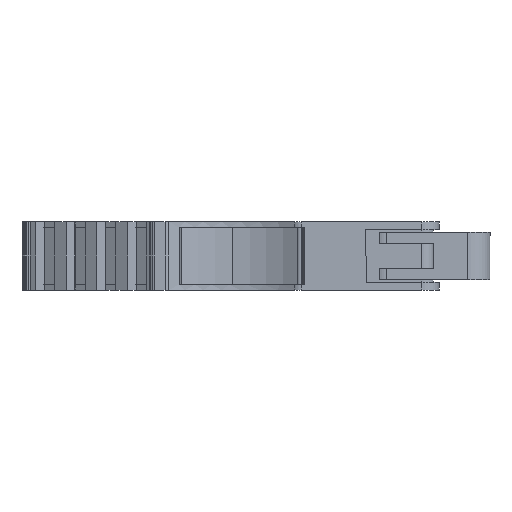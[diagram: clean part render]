
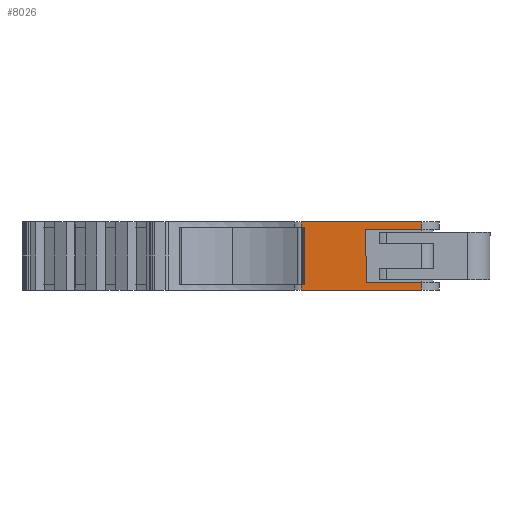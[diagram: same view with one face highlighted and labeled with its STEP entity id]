
A CAD part, left-side view. The second image highlights one B-rep face of the part: STEP entity #8026.
In plain terms, the highlighted planar face has unit normal (-1, 0, 0).
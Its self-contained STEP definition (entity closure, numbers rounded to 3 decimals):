
#181 = EDGE_CURVE ( 'NONE', #1964, #9630, #1795, .T. ) ;
#280 = CARTESIAN_POINT ( 'NONE',  ( -22.719, -6.582, 1.208 ) ) ;
#328 = DIRECTION ( 'NONE',  ( 0., 0., 1. ) ) ;
#790 = VECTOR ( 'NONE', #5118, 1000. ) ;
#792 = VECTOR ( 'NONE', #3478, 1000. ) ;
#813 = VECTOR ( 'NONE', #9269, 1000. ) ;
#888 = ORIENTED_EDGE ( 'NONE', *, *, #1903, .T. ) ;
#1082 = VERTEX_POINT ( 'NONE', #4483 ) ;
#1251 = VECTOR ( 'NONE', #5925, 1000. ) ;
#1432 = CARTESIAN_POINT ( 'NONE',  ( -22.719, -6.921, 3.708 ) ) ;
#1519 = CARTESIAN_POINT ( 'NONE',  ( -22.719, -12.33, 1.208 ) ) ;
#1577 = LINE ( 'NONE', #9166, #813 ) ;
#1643 = CARTESIAN_POINT ( 'NONE',  ( -22.719, -6.921, -1.292 ) ) ;
#1731 = VECTOR ( 'NONE', #9402, 1000. ) ;
#1782 = CARTESIAN_POINT ( 'NONE',  ( -22.719, -6.582, 1.208 ) ) ;
#1795 = LINE ( 'NONE', #8988, #7469 ) ;
#1852 = DIRECTION ( 'NONE',  ( 0., 0., 1. ) ) ;
#1865 = VERTEX_POINT ( 'NONE', #9753 ) ;
#1870 = VERTEX_POINT ( 'NONE', #6642 ) ;
#1874 = CARTESIAN_POINT ( 'NONE',  ( -22.719, -6.582, -1.292 ) ) ;
#1884 = DIRECTION ( 'NONE',  ( 0., 0., -1. ) ) ;
#1903 = EDGE_CURVE ( 'NONE', #1865, #6009, #1577, .T. ) ;
#1937 = LINE ( 'NONE', #10193, #6433 ) ;
#1964 = VERTEX_POINT ( 'NONE', #1874 ) ;
#2017 = ORIENTED_EDGE ( 'NONE', *, *, #9847, .F. ) ;
#2218 = EDGE_CURVE ( 'NONE', #1964, #1870, #7699, .T. ) ;
#2303 = EDGE_CURVE ( 'NONE', #5770, #1865, #5152, .T. ) ;
#2368 = ORIENTED_EDGE ( 'NONE', *, *, #4819, .F. ) ;
#2614 = CARTESIAN_POINT ( 'NONE',  ( -22.719, -17.156, 3.508 ) ) ;
#2805 = DIRECTION ( 'NONE',  ( 0., 1., 0. ) ) ;
#2925 = CARTESIAN_POINT ( 'NONE',  ( -22.719, -17.156, 3.508 ) ) ;
#3197 = LINE ( 'NONE', #6664, #4242 ) ;
#3384 = EDGE_CURVE ( 'NONE', #4651, #1082, #9943, .T. ) ;
#3425 = EDGE_LOOP ( 'NONE', ( #2368, #4064, #6477, #8781, #4089, #2017, #8566, #888, #8995, #7481, #10249, #8810, #4735, #4497 ) ) ;
#3447 = EDGE_CURVE ( 'NONE', #9630, #9004, #3197, .T. ) ;
#3478 = DIRECTION ( 'NONE',  ( 0., -1., 0. ) ) ;
#3486 = CARTESIAN_POINT ( 'NONE',  ( -22.719, -12.33, -1.092 ) ) ;
#3614 = DIRECTION ( 'NONE',  ( 0., 0., 1. ) ) ;
#3621 = CARTESIAN_POINT ( 'NONE',  ( -22.719, -12.251, 3.508 ) ) ;
#3770 = AXIS2_PLACEMENT_3D ( 'NONE', #10588, #9112, #8958 ) ;
#4000 = VERTEX_POINT ( 'NONE', #3621 ) ;
#4064 = ORIENTED_EDGE ( 'NONE', *, *, #3384, .F. ) ;
#4089 = ORIENTED_EDGE ( 'NONE', *, *, #7375, .T. ) ;
#4186 = CARTESIAN_POINT ( 'NONE',  ( -22.719, -6.921, 3.708 ) ) ;
#4242 = VECTOR ( 'NONE', #1852, 1000. ) ;
#4290 = CARTESIAN_POINT ( 'NONE',  ( -22.719, -12.33, -1.092 ) ) ;
#4324 = VECTOR ( 'NONE', #328, 1000. ) ;
#4413 = DIRECTION ( 'NONE',  ( 0., 0., -1. ) ) ;
#4483 = CARTESIAN_POINT ( 'NONE',  ( -22.719, -17.156, -1.092 ) ) ;
#4497 = ORIENTED_EDGE ( 'NONE', *, *, #9012, .T. ) ;
#4651 = VERTEX_POINT ( 'NONE', #4290 ) ;
#4735 = ORIENTED_EDGE ( 'NONE', *, *, #2218, .T. ) ;
#4756 = CARTESIAN_POINT ( 'NONE',  ( -22.719, -6.582, -1.792 ) ) ;
#4819 = EDGE_CURVE ( 'NONE', #1082, #7917, #8536, .T. ) ;
#5118 = DIRECTION ( 'NONE',  ( 0., -1., 0. ) ) ;
#5129 = VECTOR ( 'NONE', #4413, 1000. ) ;
#5152 = LINE ( 'NONE', #6893, #8156 ) ;
#5169 = VERTEX_POINT ( 'NONE', #1519 ) ;
#5607 = CARTESIAN_POINT ( 'NONE',  ( -22.719, -6.582, 3.708 ) ) ;
#5770 = VERTEX_POINT ( 'NONE', #2925 ) ;
#5925 = DIRECTION ( 'NONE',  ( 0., 1., 0. ) ) ;
#5938 = CARTESIAN_POINT ( 'NONE',  ( -22.719, -6.582, 4.208 ) ) ;
#5950 = VERTEX_POINT ( 'NONE', #5607 ) ;
#6009 = VERTEX_POINT ( 'NONE', #5938 ) ;
#6433 = VECTOR ( 'NONE', #3614, 1000. ) ;
#6477 = ORIENTED_EDGE ( 'NONE', *, *, #8245, .T. ) ;
#6642 = CARTESIAN_POINT ( 'NONE',  ( -22.719, -6.582, -1.792 ) ) ;
#6664 = CARTESIAN_POINT ( 'NONE',  ( -22.719, -6.921, -1.292 ) ) ;
#6717 = EDGE_CURVE ( 'NONE', #5950, #6009, #9546, .T. ) ;
#6893 = CARTESIAN_POINT ( 'NONE',  ( -22.719, -17.156, 1.208 ) ) ;
#7208 = FACE_OUTER_BOUND ( 'NONE', #3425, .T. ) ;
#7375 = EDGE_CURVE ( 'NONE', #9897, #4000, #7797, .T. ) ;
#7382 = DIRECTION ( 'NONE',  ( 0., -1., 0. ) ) ;
#7469 = VECTOR ( 'NONE', #7382, 1000. ) ;
#7481 = ORIENTED_EDGE ( 'NONE', *, *, #8833, .F. ) ;
#7699 = LINE ( 'NONE', #280, #5129 ) ;
#7797 = LINE ( 'NONE', #8975, #4324 ) ;
#7819 = LINE ( 'NONE', #1782, #792 ) ;
#7841 = LINE ( 'NONE', #2614, #1251 ) ;
#7917 = VERTEX_POINT ( 'NONE', #8557 ) ;
#8026 = ADVANCED_FACE ( 'NONE', ( #7208 ), #10282, .F. ) ;
#8156 = VECTOR ( 'NONE', #10519, 1000. ) ;
#8245 = EDGE_CURVE ( 'NONE', #4651, #5169, #1937, .T. ) ;
#8387 = VECTOR ( 'NONE', #10417, 1000. ) ;
#8536 = LINE ( 'NONE', #8579, #10494 ) ;
#8557 = CARTESIAN_POINT ( 'NONE',  ( -22.719, -17.156, -1.792 ) ) ;
#8566 = ORIENTED_EDGE ( 'NONE', *, *, #2303, .T. ) ;
#8579 = CARTESIAN_POINT ( 'NONE',  ( -22.719, -17.156, 1.208 ) ) ;
#8781 = ORIENTED_EDGE ( 'NONE', *, *, #9869, .F. ) ;
#8810 = ORIENTED_EDGE ( 'NONE', *, *, #181, .F. ) ;
#8833 = EDGE_CURVE ( 'NONE', #9004, #5950, #9447, .T. ) ;
#8958 = DIRECTION ( 'NONE',  ( 0., 0., -1. ) ) ;
#8975 = CARTESIAN_POINT ( 'NONE',  ( -22.719, -12.251, 1.208 ) ) ;
#8988 = CARTESIAN_POINT ( 'NONE',  ( -22.719, -6.921, -1.292 ) ) ;
#8995 = ORIENTED_EDGE ( 'NONE', *, *, #6717, .F. ) ;
#9004 = VERTEX_POINT ( 'NONE', #1432 ) ;
#9012 = EDGE_CURVE ( 'NONE', #1870, #7917, #9472, .T. ) ;
#9112 = DIRECTION ( 'NONE',  ( 1., 0., 0. ) ) ;
#9166 = CARTESIAN_POINT ( 'NONE',  ( -22.719, -6.582, 4.208 ) ) ;
#9191 = CARTESIAN_POINT ( 'NONE',  ( -22.719, -6.582, 1.208 ) ) ;
#9204 = VECTOR ( 'NONE', #2805, 1000. ) ;
#9269 = DIRECTION ( 'NONE',  ( 0., 1., 0. ) ) ;
#9402 = DIRECTION ( 'NONE',  ( 0., 0., 1. ) ) ;
#9447 = LINE ( 'NONE', #4186, #9204 ) ;
#9472 = LINE ( 'NONE', #4756, #8387 ) ;
#9546 = LINE ( 'NONE', #9191, #1731 ) ;
#9630 = VERTEX_POINT ( 'NONE', #1643 ) ;
#9753 = CARTESIAN_POINT ( 'NONE',  ( -22.719, -17.156, 4.208 ) ) ;
#9847 = EDGE_CURVE ( 'NONE', #5770, #4000, #7841, .T. ) ;
#9869 = EDGE_CURVE ( 'NONE', #9897, #5169, #7819, .T. ) ;
#9897 = VERTEX_POINT ( 'NONE', #10055 ) ;
#9943 = LINE ( 'NONE', #3486, #790 ) ;
#10055 = CARTESIAN_POINT ( 'NONE',  ( -22.719, -12.251, 1.208 ) ) ;
#10193 = CARTESIAN_POINT ( 'NONE',  ( -22.719, -12.33, 1.208 ) ) ;
#10249 = ORIENTED_EDGE ( 'NONE', *, *, #3447, .F. ) ;
#10282 = PLANE ( 'NONE',  #3770 ) ;
#10417 = DIRECTION ( 'NONE',  ( 0., -1., 0. ) ) ;
#10494 = VECTOR ( 'NONE', #1884, 1000. ) ;
#10519 = DIRECTION ( 'NONE',  ( 0., 0., 1. ) ) ;
#10588 = CARTESIAN_POINT ( 'NONE',  ( -22.719, -6.582, 1.208 ) ) ;
